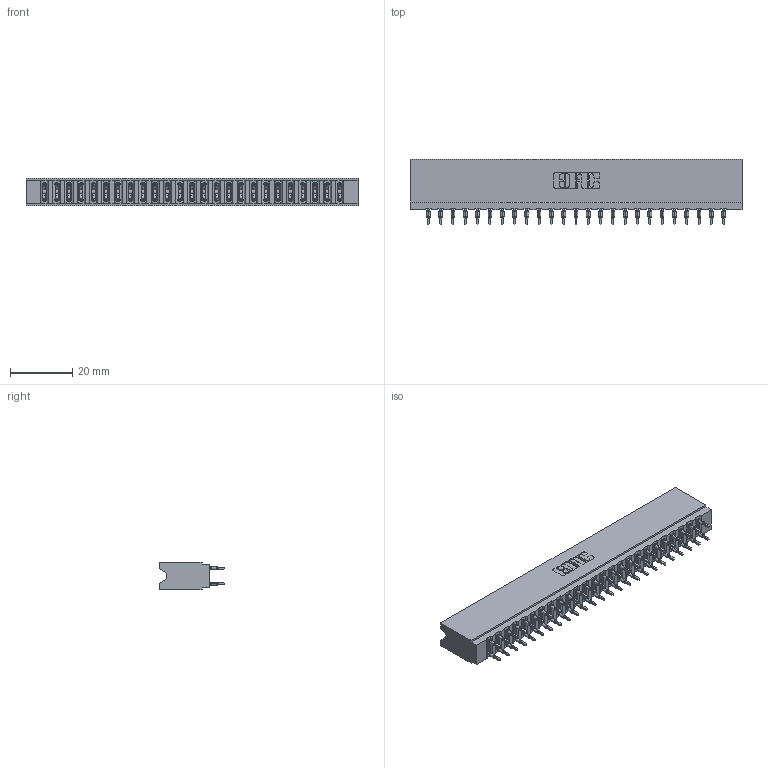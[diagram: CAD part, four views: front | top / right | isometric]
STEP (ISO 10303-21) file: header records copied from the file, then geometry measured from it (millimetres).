
FILE_DESCRIPTION (( 'STEP AP203' ), '1' );
FILE_NAME ('737-050-525-206.STEP', '2026-03-05T23:36:40', ( '' ), ( '' ), 'SwSTEP 2.0', 'SolidWorks 2023', '' );
FILE_SCHEMA (( 'CONFIG_CONTROL_DESIGN' ));
Length unit declared in the file: millimetre
Products named in the file (3): 737 Part_Insulator Option - 06; 745-292-001_525; 737-050-525-206
Assembly tree (51 placements, depth 2):
  737-050-525-206
    737 Part_Insulator Option - 06
    745-292-001_525  x50
Bounding box: 106.93 x 21.22 x 8.89 mm (x, y, z)
Volume: 10582.1 mm3; surface area: 15312.3 mm2
Topology: 51 solids, 51 shells, 4595 faces, 12357 edges, 7770 vertices
Faces by surface type: plane 2380, bspline 1000, cylinder 915, torus 300
Entity records: 45221 total; most frequent: CARTESIAN_POINT 8358, ORIENTED_EDGE 7760, DIRECTION 6788, EDGE_CURVE 3880, LINE 3548, VECTOR 3548, VERTEX_POINT 2478, AXIS2_PLACEMENT_3D 1620
